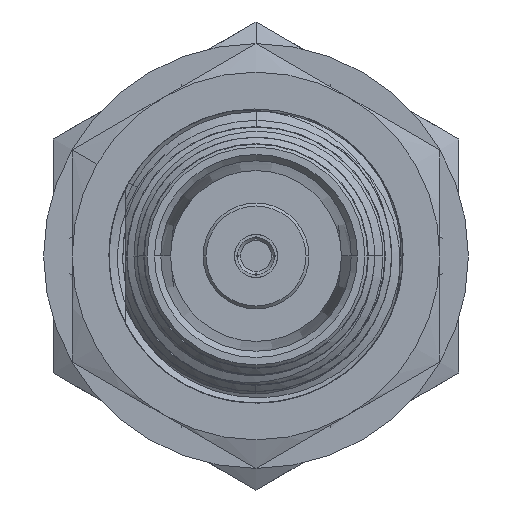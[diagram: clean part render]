
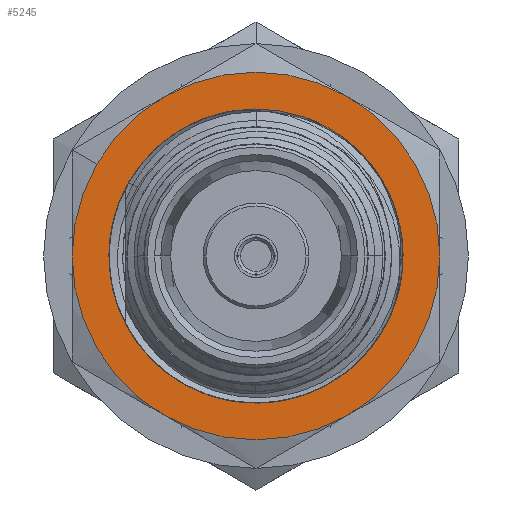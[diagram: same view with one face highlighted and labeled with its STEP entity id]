
A CAD part, left-side view. The second image highlights one B-rep face of the part: STEP entity #5245.
In plain terms, the highlighted planar face has unit normal (-1, 0, 0).
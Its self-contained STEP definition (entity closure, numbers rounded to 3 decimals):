
#316 = FACE_OUTER_BOUND ( 'NONE', #22138, .T. ) ;
#389 = DIRECTION ( 'NONE',  ( 0., -0.5, 0.866 ) ) ;
#588 = EDGE_LOOP ( 'NONE', ( #10399, #7579 ) ) ;
#1060 = AXIS2_PLACEMENT_3D ( 'NONE', #27107, #20270, #34860 ) ;
#1252 = DIRECTION ( 'NONE',  ( 0., -0.5, 0.866 ) ) ;
#1445 = DIRECTION ( 'NONE',  ( 0., 0., 1. ) ) ;
#2848 = AXIS2_PLACEMENT_3D ( 'NONE', #37475, #37274, #1252 ) ;
#2988 = CARTESIAN_POINT ( 'NONE',  ( 11.511, 0., 0. ) ) ;
#3091 = ORIENTED_EDGE ( 'NONE', *, *, #3324, .T. ) ;
#3324 = EDGE_CURVE ( 'NONE', #38570, #38731, #17302, .T. ) ;
#4200 = CARTESIAN_POINT ( 'NONE',  ( 11.511, 0., 0. ) ) ;
#5186 = EDGE_CURVE ( 'NONE', #38731, #28121, #11116, .T. ) ;
#5245 = ADVANCED_FACE ( 'NONE', ( #34317, #316 ), #27483, .T. ) ;
#5493 = EDGE_CURVE ( 'NONE', #37588, #25220, #16736, .T. ) ;
#7529 = DIRECTION ( 'NONE',  ( 0., -0.5, 0.866 ) ) ;
#7579 = ORIENTED_EDGE ( 'NONE', *, *, #5493, .F. ) ;
#7883 = EDGE_CURVE ( 'NONE', #22622, #30321, #11111, .T. ) ;
#8483 = DIRECTION ( 'NONE',  ( -1., 0., 0. ) ) ;
#8977 = VERTEX_POINT ( 'NONE', #10063 ) ;
#9120 = DIRECTION ( 'NONE',  ( 0., -0.5, 0.866 ) ) ;
#9157 = CARTESIAN_POINT ( 'NONE',  ( 11.511, 6.874, -3.969 ) ) ;
#9545 = CARTESIAN_POINT ( 'NONE',  ( 11.511, -5.561, -3.065 ) ) ;
#10063 = CARTESIAN_POINT ( 'NONE',  ( 11.511, 0., 7.938 ) ) ;
#10399 = ORIENTED_EDGE ( 'NONE', *, *, #37922, .F. ) ;
#10730 = CARTESIAN_POINT ( 'NONE',  ( 11.511, 0., 0. ) ) ;
#10892 = EDGE_CURVE ( 'NONE', #28121, #8977, #17097, .T. ) ;
#11111 = CIRCLE ( 'NONE', #1060, 7.938 ) ;
#11116 = CIRCLE ( 'NONE', #2848, 7.938 ) ;
#12402 = EDGE_CURVE ( 'NONE', #30321, #33777, #31085, .T. ) ;
#13437 = DIRECTION ( 'NONE',  ( -1., 0., 0. ) ) ;
#14740 = CIRCLE ( 'NONE', #24207, 7.938 ) ;
#15158 = CARTESIAN_POINT ( 'NONE',  ( 11.511, -3.969, 6.874 ) ) ;
#16736 = CIRCLE ( 'NONE', #21776, 6.35 ) ;
#16889 = AXIS2_PLACEMENT_3D ( 'NONE', #22875, #34506, #7529 ) ;
#17097 = CIRCLE ( 'NONE', #20279, 7.938 ) ;
#17302 = CIRCLE ( 'NONE', #20490, 7.938 ) ;
#17799 = ORIENTED_EDGE ( 'NONE', *, *, #31248, .T. ) ;
#19423 = CARTESIAN_POINT ( 'NONE',  ( 11.511, -1.765, -6.1 ) ) ;
#19763 = DIRECTION ( 'NONE',  ( -1., 0., 0. ) ) ;
#20270 = DIRECTION ( 'NONE',  ( -1., 0., 0. ) ) ;
#20279 = AXIS2_PLACEMENT_3D ( 'NONE', #35310, #22916, #29595 ) ;
#20490 = AXIS2_PLACEMENT_3D ( 'NONE', #35813, #32671, #26757 ) ;
#20730 = AXIS2_PLACEMENT_3D ( 'NONE', #21247, #8483, #389 ) ;
#20895 = CARTESIAN_POINT ( 'NONE',  ( 11.511, 0., 0. ) ) ;
#21247 = CARTESIAN_POINT ( 'NONE',  ( 11.511, 0., 0. ) ) ;
#21275 = ORIENTED_EDGE ( 'NONE', *, *, #23072, .T. ) ;
#21734 = CARTESIAN_POINT ( 'NONE',  ( 11.511, 0., -7.938 ) ) ;
#21776 = AXIS2_PLACEMENT_3D ( 'NONE', #20895, #32901, #33096 ) ;
#22108 = CARTESIAN_POINT ( 'NONE',  ( 11.511, -6.874, 3.969 ) ) ;
#22138 = EDGE_LOOP ( 'NONE', ( #36761, #27128, #17799, #37863, #30484, #21275, #3091 ) ) ;
#22621 = CIRCLE ( 'NONE', #20730, 7.938 ) ;
#22622 = VERTEX_POINT ( 'NONE', #34729 ) ;
#22875 = CARTESIAN_POINT ( 'NONE',  ( 11.511, 0., 0. ) ) ;
#22916 = DIRECTION ( 'NONE',  ( -1., 0., 0. ) ) ;
#23072 = EDGE_CURVE ( 'NONE', #33777, #38570, #22621, .T. ) ;
#24207 = AXIS2_PLACEMENT_3D ( 'NONE', #10730, #19763, #9120 ) ;
#25220 = VERTEX_POINT ( 'NONE', #9545 ) ;
#26215 = AXIS2_PLACEMENT_3D ( 'NONE', #4200, #13437, #1445 ) ;
#26670 = AXIS2_PLACEMENT_3D ( 'NONE', #2988, #30508, #35658 ) ;
#26757 = DIRECTION ( 'NONE',  ( 0., -0.5, 0.866 ) ) ;
#27107 = CARTESIAN_POINT ( 'NONE',  ( 11.511, 0., 0. ) ) ;
#27128 = ORIENTED_EDGE ( 'NONE', *, *, #10892, .T. ) ;
#27483 = PLANE ( 'NONE',  #26215 ) ;
#28121 = VERTEX_POINT ( 'NONE', #15158 ) ;
#28229 = CIRCLE ( 'NONE', #16889, 6.35 ) ;
#29595 = DIRECTION ( 'NONE',  ( 0., -0.5, 0.866 ) ) ;
#30321 = VERTEX_POINT ( 'NONE', #9157 ) ;
#30484 = ORIENTED_EDGE ( 'NONE', *, *, #12402, .T. ) ;
#30508 = DIRECTION ( 'NONE',  ( -1., 0., 0. ) ) ;
#31085 = CIRCLE ( 'NONE', #26670, 7.938 ) ;
#31248 = EDGE_CURVE ( 'NONE', #8977, #22622, #14740, .T. ) ;
#32671 = DIRECTION ( 'NONE',  ( -1., 0., 0. ) ) ;
#32901 = DIRECTION ( 'NONE',  ( -1., 0., 0. ) ) ;
#33096 = DIRECTION ( 'NONE',  ( 0., -0.5, 0.866 ) ) ;
#33777 = VERTEX_POINT ( 'NONE', #21734 ) ;
#34317 = FACE_BOUND ( 'NONE', #588, .T. ) ;
#34506 = DIRECTION ( 'NONE',  ( -1., 0., 0. ) ) ;
#34729 = CARTESIAN_POINT ( 'NONE',  ( 11.511, 6.874, 3.969 ) ) ;
#34860 = DIRECTION ( 'NONE',  ( 0., -0.5, 0.866 ) ) ;
#35310 = CARTESIAN_POINT ( 'NONE',  ( 11.511, 0., 0. ) ) ;
#35658 = DIRECTION ( 'NONE',  ( 0., -0.5, 0.866 ) ) ;
#35813 = CARTESIAN_POINT ( 'NONE',  ( 11.511, 0., 0. ) ) ;
#36761 = ORIENTED_EDGE ( 'NONE', *, *, #5186, .T. ) ;
#37274 = DIRECTION ( 'NONE',  ( -1., 0., 0. ) ) ;
#37475 = CARTESIAN_POINT ( 'NONE',  ( 11.511, 0., 0. ) ) ;
#37588 = VERTEX_POINT ( 'NONE', #19423 ) ;
#37863 = ORIENTED_EDGE ( 'NONE', *, *, #7883, .T. ) ;
#37922 = EDGE_CURVE ( 'NONE', #25220, #37588, #28229, .T. ) ;
#38335 = CARTESIAN_POINT ( 'NONE',  ( 11.511, -6.874, -3.969 ) ) ;
#38570 = VERTEX_POINT ( 'NONE', #38335 ) ;
#38731 = VERTEX_POINT ( 'NONE', #22108 ) ;
